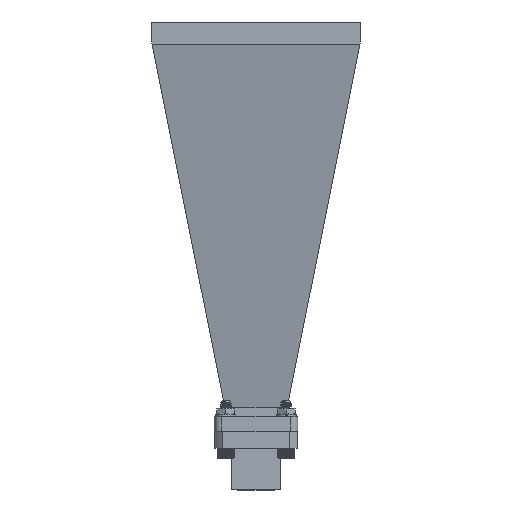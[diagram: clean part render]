
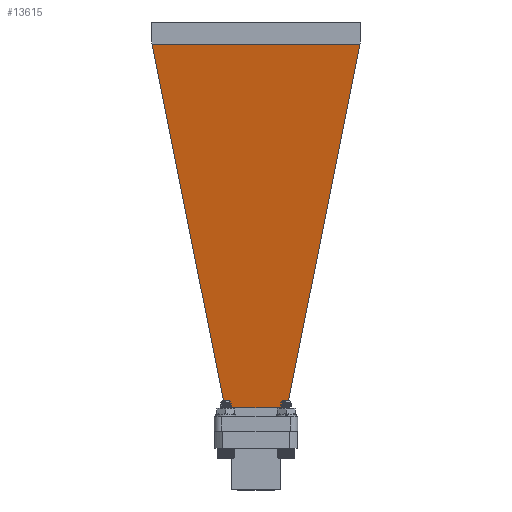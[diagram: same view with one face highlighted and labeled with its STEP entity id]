
A CAD part, front view. The second image highlights one B-rep face of the part: STEP entity #13615.
In plain terms, the highlighted face is planar.
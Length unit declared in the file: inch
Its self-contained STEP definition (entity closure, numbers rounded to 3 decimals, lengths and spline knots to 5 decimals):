
#240 = ORIENTED_EDGE ( 'NONE', *, *, #8248, .T. ) ;
#627 = FACE_OUTER_BOUND ( 'NONE', #13740, .T. ) ;
#1402 = CARTESIAN_POINT ( 'NONE',  ( -0.20374, 0.32927, 1.96256 ) ) ;
#1808 = PLANE ( 'NONE',  #9653 ) ;
#2137 = CARTESIAN_POINT ( 'NONE',  ( -0.20374, -0.32927, 1.96256 ) ) ;
#2348 = CARTESIAN_POINT ( 'NONE',  ( -0.20374, -0.32927, 1.96256 ) ) ;
#2388 = EDGE_CURVE ( 'NONE', #3226, #14317, #13763, .T. ) ;
#2692 = LINE ( 'NONE', #10374, #14218 ) ;
#3141 = CARTESIAN_POINT ( 'NONE',  ( -0.84224, 1.09985, 5.80554 ) ) ;
#3226 = VERTEX_POINT ( 'NONE', #1402 ) ;
#4035 = VECTOR ( 'NONE', #8048, 39.37008 ) ;
#5550 = CARTESIAN_POINT ( 'NONE',  ( -0.84224, 0., 5.80554 ) ) ;
#6172 = ORIENTED_EDGE ( 'NONE', *, *, #8569, .T. ) ;
#6185 = VECTOR ( 'NONE', #9367, 39.37008 ) ;
#7006 = ORIENTED_EDGE ( 'NONE', *, *, #12265, .T. ) ;
#7018 = CARTESIAN_POINT ( 'NONE',  ( -0.20374, 0., 1.96256 ) ) ;
#8048 = DIRECTION ( 'NONE',  ( 0., -1., 0. ) ) ;
#8130 = ORIENTED_EDGE ( 'NONE', *, *, #2388, .T. ) ;
#8177 = DIRECTION ( 'NONE',  ( 0.161, -0.194, -0.968 ) ) ;
#8248 = EDGE_CURVE ( 'NONE', #14317, #10006, #13564, .T. ) ;
#8467 = DIRECTION ( 'NONE',  ( -0.986, 0., -0.164 ) ) ;
#8569 = EDGE_CURVE ( 'NONE', #9135, #3226, #2692, .T. ) ;
#9135 = VERTEX_POINT ( 'NONE', #3141 ) ;
#9252 = CARTESIAN_POINT ( 'NONE',  ( -0.84224, -1.09985, 5.80554 ) ) ;
#9367 = DIRECTION ( 'NONE',  ( -0.161, -0.194, 0.968 ) ) ;
#9566 = CARTESIAN_POINT ( 'NONE',  ( -0.53995, 0., 3.98615 ) ) ;
#9653 = AXIS2_PLACEMENT_3D ( 'NONE', #9566, #8467, #12952 ) ;
#10006 = VERTEX_POINT ( 'NONE', #9252 ) ;
#10374 = CARTESIAN_POINT ( 'NONE',  ( -0.84224, 1.09985, 5.80554 ) ) ;
#10609 = VECTOR ( 'NONE', #14472, 39.37008 ) ;
#12265 = EDGE_CURVE ( 'NONE', #10006, #9135, #13298, .T. ) ;
#12952 = DIRECTION ( 'NONE',  ( -0.164, 0., 0.986 ) ) ;
#13298 = LINE ( 'NONE', #5550, #10609 ) ;
#13564 = LINE ( 'NONE', #2348, #6185 ) ;
#13615 = ADVANCED_FACE ( 'NONE', ( #627 ), #1808, .T. ) ;
#13740 = EDGE_LOOP ( 'NONE', ( #8130, #240, #7006, #6172 ) ) ;
#13763 = LINE ( 'NONE', #7018, #4035 ) ;
#14218 = VECTOR ( 'NONE', #8177, 39.37008 ) ;
#14317 = VERTEX_POINT ( 'NONE', #2137 ) ;
#14472 = DIRECTION ( 'NONE',  ( 0., 1., 0. ) ) ;
